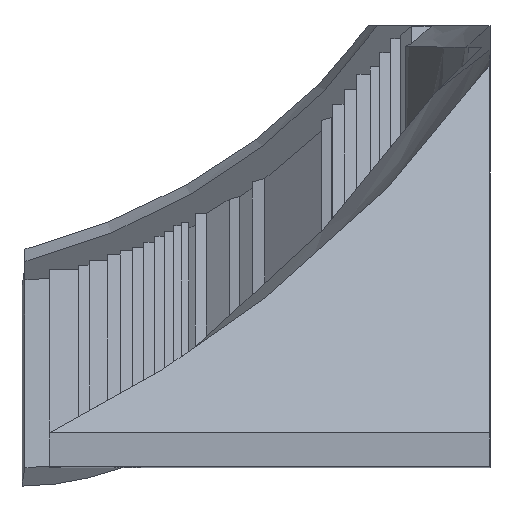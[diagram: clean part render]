
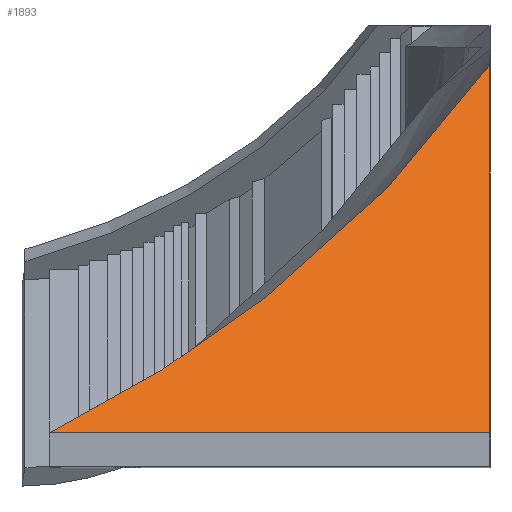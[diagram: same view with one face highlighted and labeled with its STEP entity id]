
A CAD part, left-side view. The second image highlights one B-rep face of the part: STEP entity #1893.
In plain terms, the highlighted planar face has unit normal (-0.835, 0, 0.55).
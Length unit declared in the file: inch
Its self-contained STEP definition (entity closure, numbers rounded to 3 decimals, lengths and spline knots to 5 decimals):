
#126=FACE_OUTER_BOUND($,#233,.T.);
#233=EDGE_LOOP($,(#1432,#1433,#1434));
#388=LINE($,#3496,#590);
#389=LINE($,#3505,#591);
#590=VECTOR($,#2235,2.);
#591=VECTOR($,#2236,2.);
#755=B_SPLINE_CURVE_WITH_KNOTS($,3,(#3498,#3499,#3500,#3501,#3502,#3503,
#3504),.UNSPECIFIED.,.F.,.F.,(4,3,4),(-7.26936,-3.63468,
0.),.UNSPECIFIED.);
#895=VERTEX_POINT($,#3494);
#896=VERTEX_POINT($,#3495);
#897=VERTEX_POINT($,#3497);
#1101=EDGE_CURVE($,#895,#896,#388,.T.);
#1102=EDGE_CURVE($,#896,#897,#755,.T.);
#1103=EDGE_CURVE($,#897,#895,#389,.T.);
#1432=ORIENTED_EDGE($,*,*,#1101,.T.);
#1433=ORIENTED_EDGE($,*,*,#1102,.T.);
#1434=ORIENTED_EDGE($,*,*,#1103,.T.);
#1797=PLANE($,#2004);
#1893=ADVANCED_FACE($,(#126),#1797,.T.);
#2004=AXIS2_PLACEMENT_3D($,#3493,#2233,#2234);
#2233=DIRECTION('center_axis',(-0.835,0.,0.55));
#2234=DIRECTION('ref_axis',(0.55,0.,0.835));
#2235=DIRECTION($,(0.55,0.,0.835));
#2236=DIRECTION($,(0.,-1.,0.));
#3493=CARTESIAN_POINT('Origin',(-0.96593,0.,-0.25882));
#3494=CARTESIAN_POINT('',(-2.06562,0.,-1.92935));
#3495=CARTESIAN_POINT('',(-0.96593,0.,-0.25882));
#3496=CARTESIAN_POINT($,(-1.49635,0.,-1.06458));
#3497=CARTESIAN_POINT('',(-2.06562,2.,-1.92935));
#3498=CARTESIAN_POINT('Ctrl Pts',(-0.96593,0.,
-0.25882));
#3499=CARTESIAN_POINT('Ctrl Pts',(-1.19156,0.24315,-0.60158));
#3500=CARTESIAN_POINT('Ctrl Pts',(-1.39954,0.53681,-0.91752));
#3501=CARTESIAN_POINT('Ctrl Pts',(-1.585,0.8741,-1.19925));
#3502=CARTESIAN_POINT('Ctrl Pts',(-1.77045,1.21138,-1.48097));
#3503=CARTESIAN_POINT('Ctrl Pts',(-1.93192,1.58964,-1.72625));
#3504=CARTESIAN_POINT('Ctrl Pts',(-2.06562,2.,-1.92935));
#3505=CARTESIAN_POINT($,(-2.06562,1.,-1.92935));
